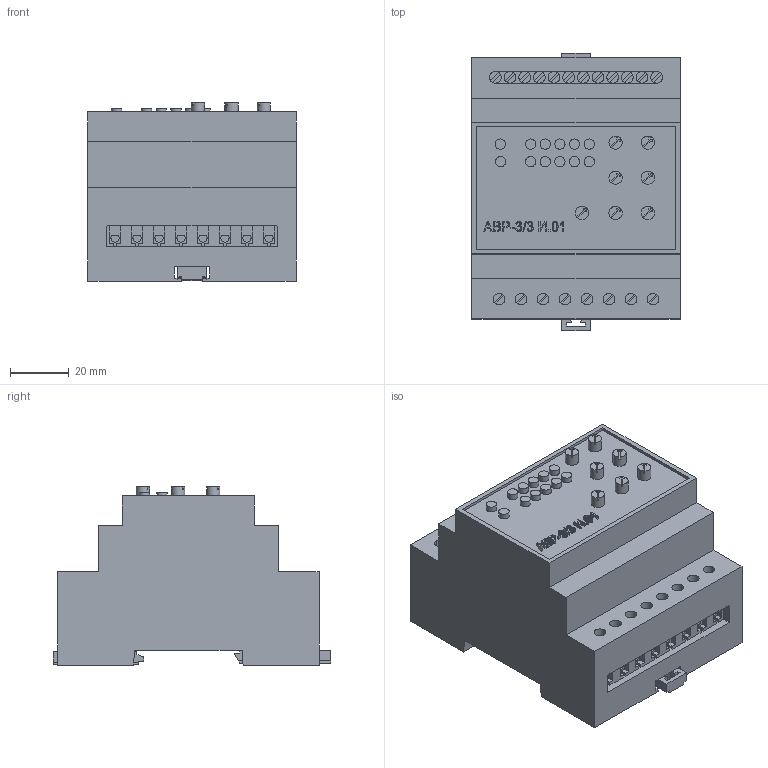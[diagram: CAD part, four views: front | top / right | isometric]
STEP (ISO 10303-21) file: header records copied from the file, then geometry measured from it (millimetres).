
FILE_DESCRIPTION(('STEP AP214'), '1');
FILE_NAME('ﾀﾂﾐ-3_3 ﾈ.01', '', ('UNSPECIFIED'), ('UNSPECIFIED'), 'ASCON STEP Converter 1.3', 'ASCON Math Kernel', '');
FILE_SCHEMA(('AUTOMOTIVE_DESIGN { 1 0 10303 214 3 1 1}'));
Length unit declared in the file: millimetre
Products named in the file (1): 玹襖.991002.025
Bounding box: 71 x 94.7 x 60.79 mm (x, y, z)
Volume: 61104.7 mm3; surface area: 66956.9 mm2
Topology: 2 solids, 3 shells, 1030 faces, 2831 edges, 1874 vertices
Faces by surface type: plane 638, cylinder 392
Full cylindrical faces by diameter (mm): 3.5 x12, 4 x20, 4.5 x7
Entity records: 40965 total; most frequent: DIRECTION 5763, CARTESIAN_POINT 5697, ORIENTED_EDGE 5584, EDGE_CURVE 2792, AXIS2_PLACEMENT_3D 1940, LINE 1883, VECTOR 1883, VERTEX_POINT 1874
